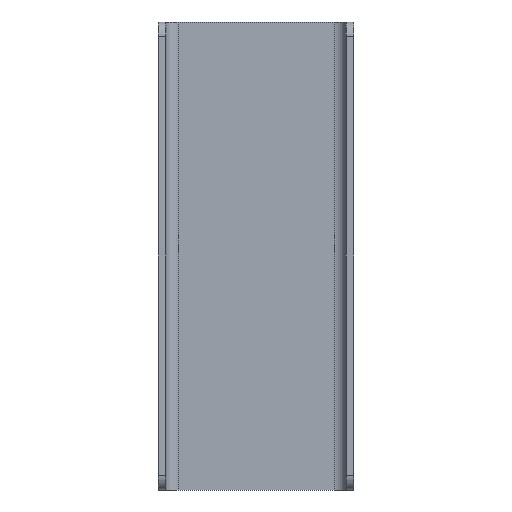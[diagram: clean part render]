
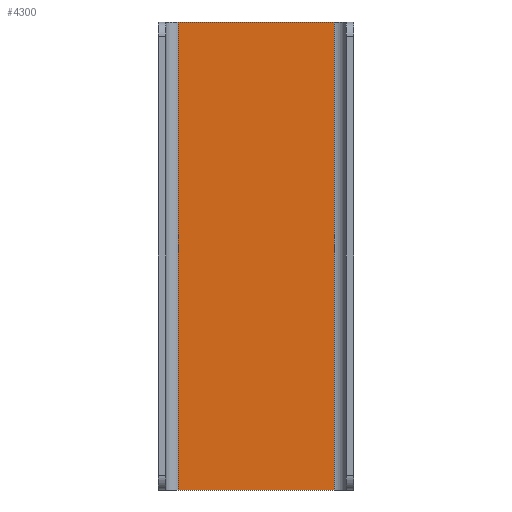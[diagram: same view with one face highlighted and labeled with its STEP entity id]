
A CAD part, front view. The second image highlights one B-rep face of the part: STEP entity #4300.
In plain terms, the highlighted planar face has unit normal (0, -1, 0).
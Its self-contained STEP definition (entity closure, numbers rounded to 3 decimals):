
#210=CARTESIAN_POINT('',(36.,18.5,-32.));
#220=VERTEX_POINT('',#210);
#250=CARTESIAN_POINT('',(38.5,18.5,-32.));
#260=DIRECTION('',(-1.,0.,0.));
#270=VECTOR('',#260,1.);
#280=LINE('',#250,#270);
#290=CARTESIAN_POINT('',(4.,18.5,-32.));
#300=VERTEX_POINT('',#290);
#310=EDGE_CURVE('',#220,#300,#280,.T.);
#2450=CARTESIAN_POINT('',(4.,18.5,-128.));
#2460=VERTEX_POINT('',#2450);
#2490=CARTESIAN_POINT('',(38.5,18.5,-128.));
#2500=DIRECTION('',(-1.,0.,0.));
#2510=VECTOR('',#2500,1.);
#2520=LINE('',#2490,#2510);
#2530=CARTESIAN_POINT('',(36.,18.5,-128.));
#2540=VERTEX_POINT('',#2530);
#2550=EDGE_CURVE('',#2540,#2460,#2520,.T.);
#4090=CARTESIAN_POINT('',(38.5,18.5,0.));
#4100=DIRECTION('',(0.,1.,0.));
#4110=DIRECTION('',(1.,0.,0.));
#4120=AXIS2_PLACEMENT_3D('',#4090,#4100,#4110);
#4130=PLANE('',#4120);
#4140=ORIENTED_EDGE('',*,*,#2550,.F.);
#4150=CARTESIAN_POINT('',(4.,18.5,0.));
#4160=DIRECTION('',(0.,0.,-1.));
#4170=VECTOR('',#4160,1.);
#4180=LINE('',#4150,#4170);
#4190=EDGE_CURVE('',#300,#2460,#4180,.T.);
#4200=ORIENTED_EDGE('',*,*,#4190,.T.);
#4210=ORIENTED_EDGE('',*,*,#310,.T.);
#4220=CARTESIAN_POINT('',(36.,18.5,0.));
#4230=DIRECTION('',(0.,0.,-1.));
#4240=VECTOR('',#4230,1.);
#4250=LINE('',#4220,#4240);
#4260=EDGE_CURVE('',#220,#2540,#4250,.T.);
#4270=ORIENTED_EDGE('',*,*,#4260,.F.);
#4280=EDGE_LOOP('',(#4270,#4210,#4200,#4140));
#4290=FACE_OUTER_BOUND('',#4280,.T.);
#4300=ADVANCED_FACE('',(#4290),#4130,.F.);
